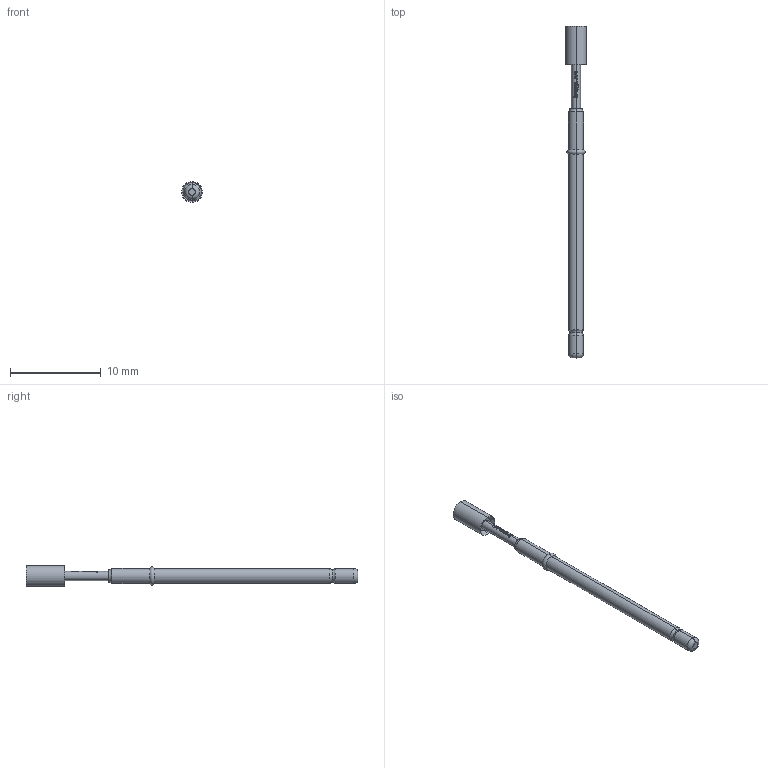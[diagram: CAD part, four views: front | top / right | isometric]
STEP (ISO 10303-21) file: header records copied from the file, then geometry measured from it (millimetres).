
FILE_DESCRIPTION (( 'STEP AP203' ), '1' );
FILE_NAME ('INGUN_GKS-112_006_230_A_xx05.STEP', '2022-01-12T08:19:30', ( 'ochi' ), ( '' ), 'SwSTEP 2.0', 'SolidWorks 2018', '' );
FILE_SCHEMA (( 'CONFIG_CONTROL_DESIGN' ));
Length unit declared in the file: millimetre
Products named in the file (1): INGUN_GKS-112_006_230_A_xx05
Bounding box: 2.3 x 36.5 x 2.3 mm (x, y, z)
Volume: 75.5 mm3; surface area: 213.4 mm2
Topology: 1 solids, 1 shells, 183 faces, 450 edges, 275 vertices
Faces by surface type: plane 102, cylinder 33, bspline 22, cone 16, torus 10
Entity records: 5659 total; most frequent: CARTESIAN_POINT 1577, ORIENTED_EDGE 900, DIRECTION 768, EDGE_CURVE 450, AXIS2_PLACEMENT_3D 298, VERTEX_POINT 275, EDGE_LOOP 189, ADVANCED_FACE 183
